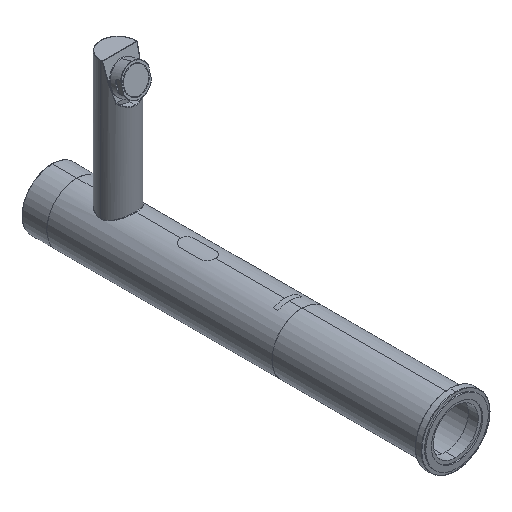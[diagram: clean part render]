
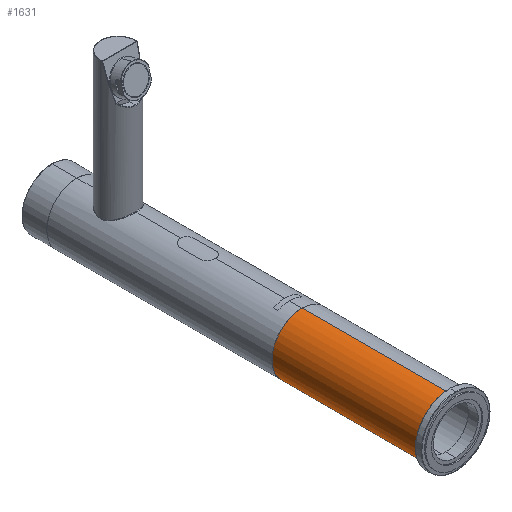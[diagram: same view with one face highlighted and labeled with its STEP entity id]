
A CAD part, isometric view. The second image highlights one B-rep face of the part: STEP entity #1631.
In plain terms, the highlighted cylindrical face has radius 24 mm (diameter 48 mm), a partial arc.
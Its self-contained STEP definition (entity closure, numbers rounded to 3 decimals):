
#187 = CIRCLE ( 'NONE', #2258, 24. ) ;
#300 = FACE_OUTER_BOUND ( 'NONE', #1035, .T. ) ;
#302 = DIRECTION ( 'NONE',  ( 0., 0., -1. ) ) ;
#507 = CARTESIAN_POINT ( 'NONE',  ( 0., 122.969, 0. ) ) ;
#560 = CARTESIAN_POINT ( 'NONE',  ( 0., 5.3, 24. ) ) ;
#606 = ORIENTED_EDGE ( 'NONE', *, *, #3137, .T. ) ;
#788 = CARTESIAN_POINT ( 'NONE',  ( 0., 5.3, 0. ) ) ;
#789 = DIRECTION ( 'NONE',  ( 0., -1., 0. ) ) ;
#954 = ORIENTED_EDGE ( 'NONE', *, *, #1267, .F. ) ;
#1001 = AXIS2_PLACEMENT_3D ( 'NONE', #2639, #1377, #2385 ) ;
#1035 = EDGE_LOOP ( 'NONE', ( #954, #606, #2768, #2058 ) ) ;
#1100 = CARTESIAN_POINT ( 'NONE',  ( 0., 5.3, -24. ) ) ;
#1175 = CARTESIAN_POINT ( 'NONE',  ( 0., 0., -24. ) ) ;
#1267 = EDGE_CURVE ( 'NONE', #1608, #2977, #2107, .T. ) ;
#1306 = AXIS2_PLACEMENT_3D ( 'NONE', #507, #789, #2527 ) ;
#1319 = CYLINDRICAL_SURFACE ( 'NONE', #1001, 24. ) ;
#1377 = DIRECTION ( 'NONE',  ( 0., -1., 0. ) ) ;
#1500 = VERTEX_POINT ( 'NONE', #1100 ) ;
#1573 = CARTESIAN_POINT ( 'NONE',  ( 0., 0., 24. ) ) ;
#1608 = VERTEX_POINT ( 'NONE', #2120 ) ;
#1631 = ADVANCED_FACE ( 'NONE', ( #300 ), #1319, .T. ) ;
#1836 = CIRCLE ( 'NONE', #1306, 24. ) ;
#1868 = VERTEX_POINT ( 'NONE', #2899 ) ;
#1947 = DIRECTION ( 'NONE',  ( 0., -1., 0. ) ) ;
#2058 = ORIENTED_EDGE ( 'NONE', *, *, #2140, .T. ) ;
#2107 = LINE ( 'NONE', #1573, #2169 ) ;
#2120 = CARTESIAN_POINT ( 'NONE',  ( 0., 122.969, 24. ) ) ;
#2123 = DIRECTION ( 'NONE',  ( 0., 1., 0. ) ) ;
#2140 = EDGE_CURVE ( 'NONE', #1500, #2977, #187, .T. ) ;
#2169 = VECTOR ( 'NONE', #2878, 1000. ) ;
#2258 = AXIS2_PLACEMENT_3D ( 'NONE', #788, #2123, #302 ) ;
#2385 = DIRECTION ( 'NONE',  ( 0., 0., -1. ) ) ;
#2527 = DIRECTION ( 'NONE',  ( 0., 0., -1. ) ) ;
#2639 = CARTESIAN_POINT ( 'NONE',  ( 0., 0., 0. ) ) ;
#2768 = ORIENTED_EDGE ( 'NONE', *, *, #2791, .T. ) ;
#2791 = EDGE_CURVE ( 'NONE', #1868, #1500, #3234, .T. ) ;
#2878 = DIRECTION ( 'NONE',  ( 0., -1., 0. ) ) ;
#2899 = CARTESIAN_POINT ( 'NONE',  ( 0., 122.969, -24. ) ) ;
#2977 = VERTEX_POINT ( 'NONE', #560 ) ;
#3109 = VECTOR ( 'NONE', #1947, 1000. ) ;
#3137 = EDGE_CURVE ( 'NONE', #1608, #1868, #1836, .T. ) ;
#3234 = LINE ( 'NONE', #1175, #3109 ) ;
